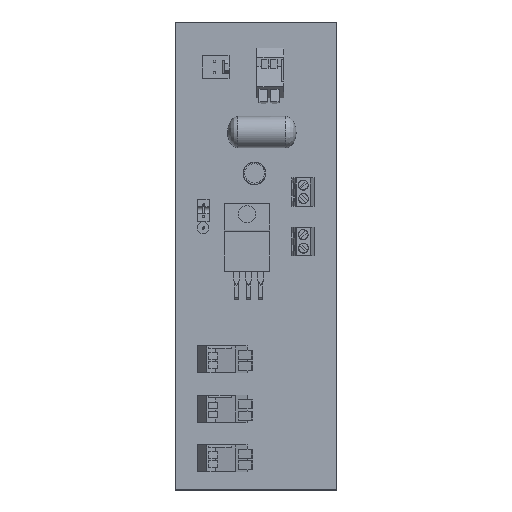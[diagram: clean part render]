
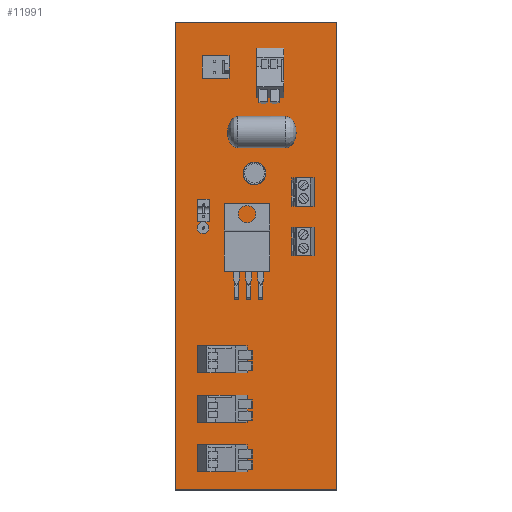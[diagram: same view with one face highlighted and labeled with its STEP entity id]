
A CAD part, top view. The second image highlights one B-rep face of the part: STEP entity #11991.
In plain terms, the highlighted planar face has unit normal (0, 0, 1).
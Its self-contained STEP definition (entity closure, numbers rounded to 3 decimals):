
#723=FACE_OUTER_BOUND('',#1352,.T.);
#1352=EDGE_LOOP('',(#8026,#8027,#8028,#8029));
#2019=LINE('',#16305,#3593);
#2025=LINE('',#16317,#3599);
#2028=LINE('',#16322,#3602);
#2029=LINE('',#16324,#3603);
#3593=VECTOR('',#13340,1.8);
#3599=VECTOR('',#13348,1.8);
#3602=VECTOR('',#13355,5.2);
#3603=VECTOR('',#13358,5.2);
#5167=VERTEX_POINT('',#16302);
#5168=VERTEX_POINT('',#16304);
#5170=VERTEX_POINT('',#16310);
#5173=VERTEX_POINT('',#16315);
#6301=EDGE_CURVE('',#5167,#5168,#2019,.T.);
#6307=EDGE_CURVE('',#5173,#5170,#2025,.T.);
#6310=EDGE_CURVE('',#5168,#5173,#2028,.T.);
#6311=EDGE_CURVE('',#5167,#5170,#2029,.T.);
#8026=ORIENTED_EDGE('',*,*,#6311,.T.);
#8027=ORIENTED_EDGE('',*,*,#6307,.F.);
#8028=ORIENTED_EDGE('',*,*,#6310,.F.);
#8029=ORIENTED_EDGE('',*,*,#6301,.F.);
#11434=PLANE('',#12645);
#11991=ADVANCED_FACE('',(#723),#11434,.F.);
#12645=AXIS2_PLACEMENT_3D('',#16323,#13356,#13357);
#13340=DIRECTION('',(-1.,0.,0.));
#13348=DIRECTION('',(1.,0.,0.));
#13355=DIRECTION('',(0.,1.,0.));
#13356=DIRECTION('center_axis',(0.,0.,-1.));
#13357=DIRECTION('ref_axis',(-1.,0.,0.));
#13358=DIRECTION('',(0.,1.,0.));
#16302=CARTESIAN_POINT('',(18.,-42.,1.));
#16304=CARTESIAN_POINT('',(-18.,-42.,1.));
#16305=CARTESIAN_POINT('',(0.,-42.,1.));
#16310=CARTESIAN_POINT('',(18.,62.,1.));
#16315=CARTESIAN_POINT('',(-18.,62.,1.));
#16317=CARTESIAN_POINT('',(0.,62.,1.));
#16322=CARTESIAN_POINT('',(-18.,10.,1.));
#16323=CARTESIAN_POINT('Origin',(0.,10.,1.));
#16324=CARTESIAN_POINT('',(18.,10.,1.));
